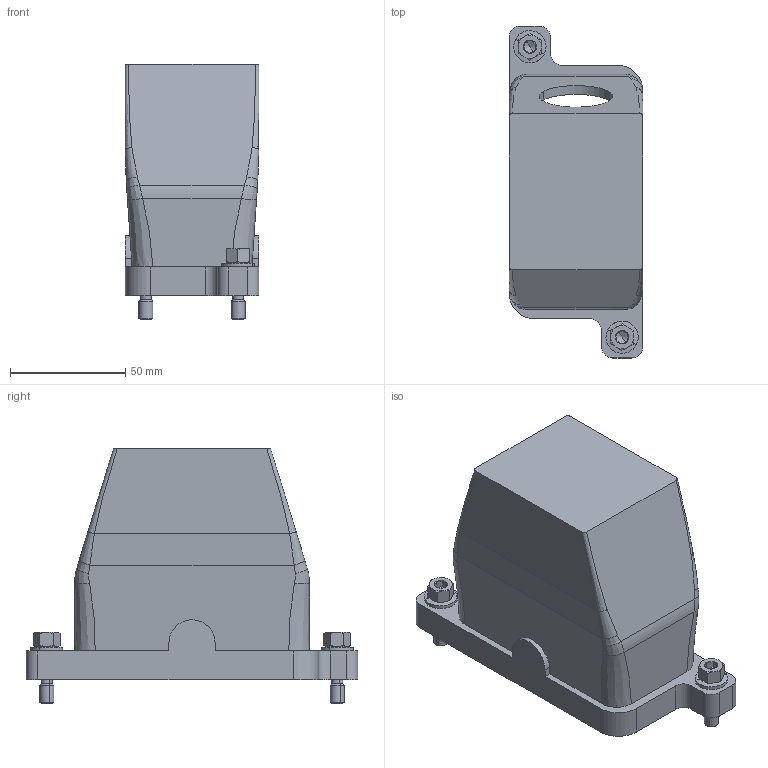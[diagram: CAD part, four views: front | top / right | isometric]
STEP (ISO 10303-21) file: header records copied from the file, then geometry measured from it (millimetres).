
FILE_DESCRIPTION(('CATIA V5 STEP Exchange','CAx-IF Rec.Pracs.--- Model Styling and Organization---1.4--- 2014-01-23'),'2;1');
FILE_NAME ('005920-3_1', '2019-07-25T13:50:55+00:00', ('none'), ('Weidmueller'), 'CATIA Version 5-6 Release 2016 SP3 HF44', 'CATIA V5 STEP AP214', 'none');
FILE_SCHEMA(('AUTOMOTIVE_DESIGN { 1 0 10303 214 1 1 1 1 }'));
Length unit declared in the file: millimetre
Products named in the file (1): 1082660000
Bounding box: 58 x 144 x 111 mm (x, y, z)
Volume: 179034.2 mm3; surface area: 76948.8 mm2
Topology: 3 solids, 3 shells, 344 faces, 832 edges, 502 vertices
Faces by surface type: cone 120, plane 104, cylinder 76, bspline 20, sphere 20, torus 4
Entity records: 12389 total; most frequent: CARTESIAN_POINT 5333, ORIENTED_EDGE 1640, DIRECTION 1068, EDGE_CURVE 820, VERTEX_POINT 502, AXIS2_PLACEMENT_3D 460, EDGE_LOOP 370, VECTOR 360
